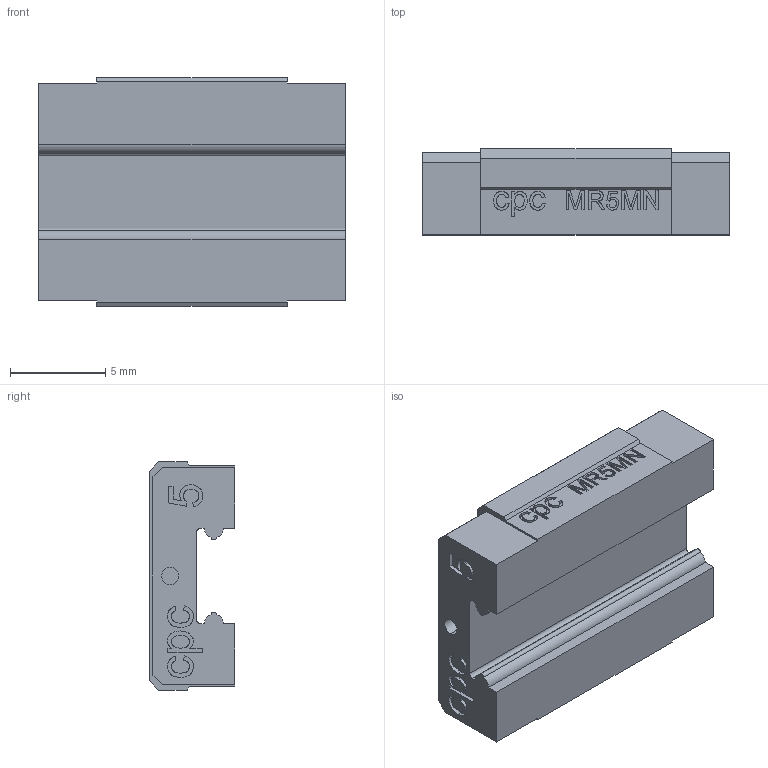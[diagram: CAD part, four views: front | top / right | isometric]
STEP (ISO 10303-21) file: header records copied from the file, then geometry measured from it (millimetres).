
FILE_DESCRIPTION (( 'STEP AP214' ), '1' );
FILE_NAME ('5MN-SS-block.STEP', '2012-02-14T05:53:46', ( '' ), ( '' ), 'SwSTEP 2.0', 'SolidWorks 2010', '' );
FILE_SCHEMA (( 'AUTOMOTIVE_DESIGN' ));
Length unit declared in the file: millimetre
Products named in the file (1): 5MN-SS-block
Bounding box: 16.1 x 4.5 x 12 mm (x, y, z)
Volume: 658.6 mm3; surface area: 747.2 mm2
Topology: 1 solids, 1 shells, 407 faces, 1105 edges, 732 vertices
Faces by surface type: plane 222, bspline 156, cylinder 21, cone 8
Entity records: 26998 total; most frequent: CARTESIAN_POINT 17469, ORIENTED_EDGE 2202, DIRECTION 1339, EDGE_CURVE 1101, LINE 743, VECTOR 743, VERTEX_POINT 732, EDGE_LOOP 443
